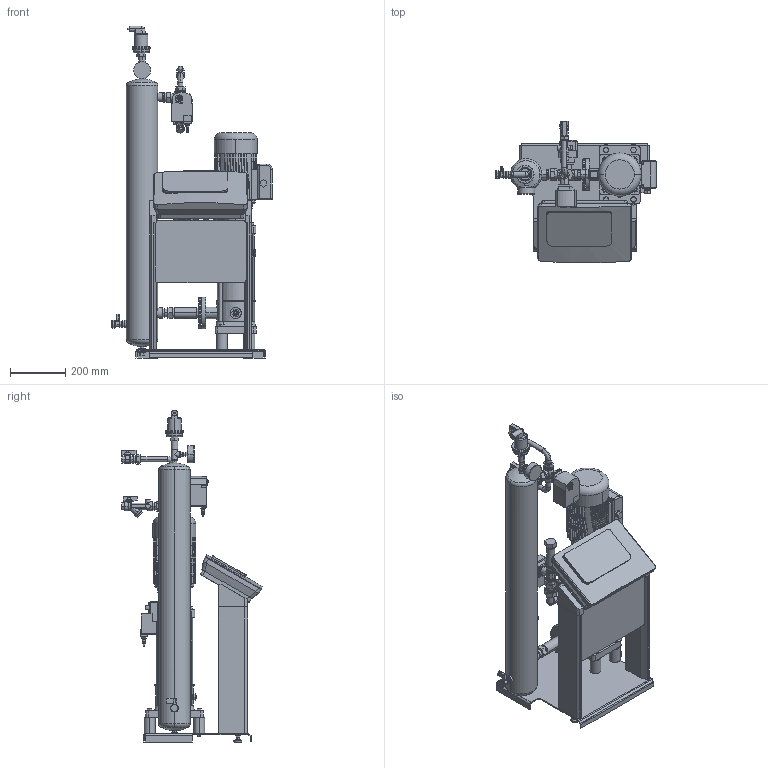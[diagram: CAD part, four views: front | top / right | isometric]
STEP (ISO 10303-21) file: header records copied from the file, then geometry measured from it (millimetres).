
FILE_DESCRIPTION((''),'2;1');
FILE_NAME('3d_Reflex''Servitec95''70°C-8829300.stp','2013-12-20T10:35:46',(''),(''),'Mechanical Desktop 2011','Mechanical Desktop 2011',', , ');
FILE_SCHEMA(('CONFIG_CONTROL_DESIGN'));
Length unit declared in the file: millimetre
Products named in the file (1): Product
Bounding box: 583.8 x 512.42 x 1206.85 mm (x, y, z)
Volume: 34005143.3 mm3; surface area: 2742367.2 mm2
Topology: 82 solids, 82 shells, 2791 faces, 6949 edges, 4540 vertices
Faces by surface type: plane 1507, cylinder 910, bspline 182, torus 110, cone 58, sphere 24
Entity records: 88249 total; most frequent: CARTESIAN_POINT 21034, DIRECTION 13886, ORIENTED_EDGE 13884, EDGE_CURVE 6942, AXIS2_PLACEMENT_3D 4766, VERTEX_POINT 4540, VECTOR 4354, LINE 4354
